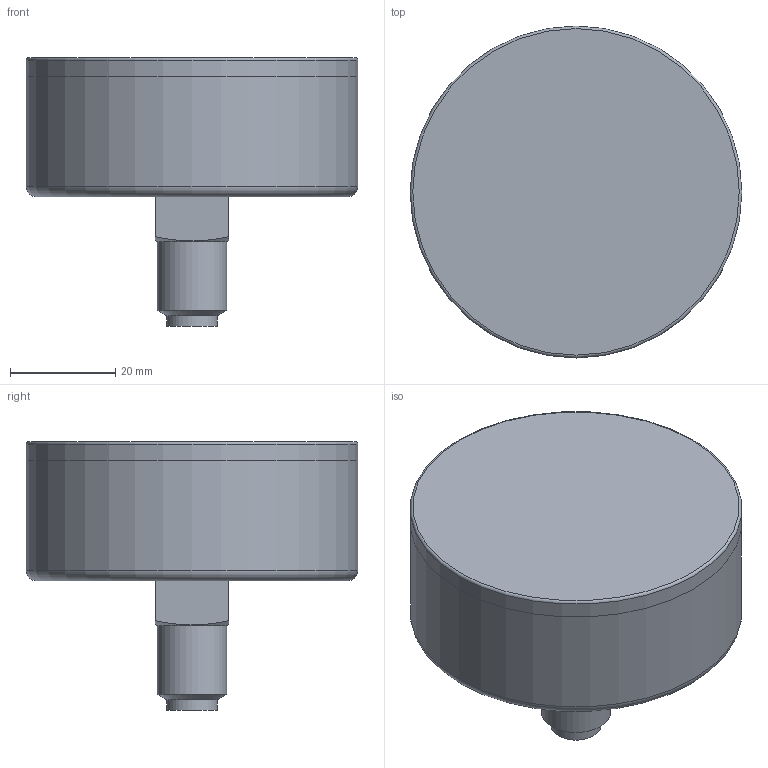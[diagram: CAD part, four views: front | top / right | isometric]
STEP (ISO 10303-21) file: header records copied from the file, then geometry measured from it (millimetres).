
FILE_DESCRIPTION( ( 'STEP AP214' ), ' ' );
FILE_NAME( '9.3700.00.243 .stp', '2017-01-20T09:16:18', ( '' ), ( '' ), ' ', 'PARTsolutions', ' ' );
FILE_SCHEMA( ( 'AUTOMOTIVE_DESIGN { 1 0 10303 214 1 1 1 1 }' ) );
Length unit declared in the file: millimetre
Products named in the file (3): 9.3700.00.243  ; _Mano G 63; _Cover G 63
Assembly tree (2 placements, depth 2):
  9.3700.00.243  
    _Mano G 63
    _Cover G 63
Bounding box: 63 x 63 x 51 mm (x, y, z)
Volume: 84561.8 mm3; surface area: 18672.9 mm2
Topology: 2 solids, 2 shells, 27 faces, 56 edges, 36 vertices
Faces by surface type: plane 16, cylinder 7, cone 2, torus 2
Full cylindrical faces by diameter (mm): 9.5 x1, 13.157 x1, 57 x1, 63 x2
Entity records: 949 total; most frequent: CARTESIAN_POINT 145, DIRECTION 117, ORIENTED_EDGE 90, AXIS2_PLACEMENT_3D 46, EDGE_CURVE 45, EDGE_LOOP 39, FACE_OUTER_BOUND 34, VERTEX_POINT 34
